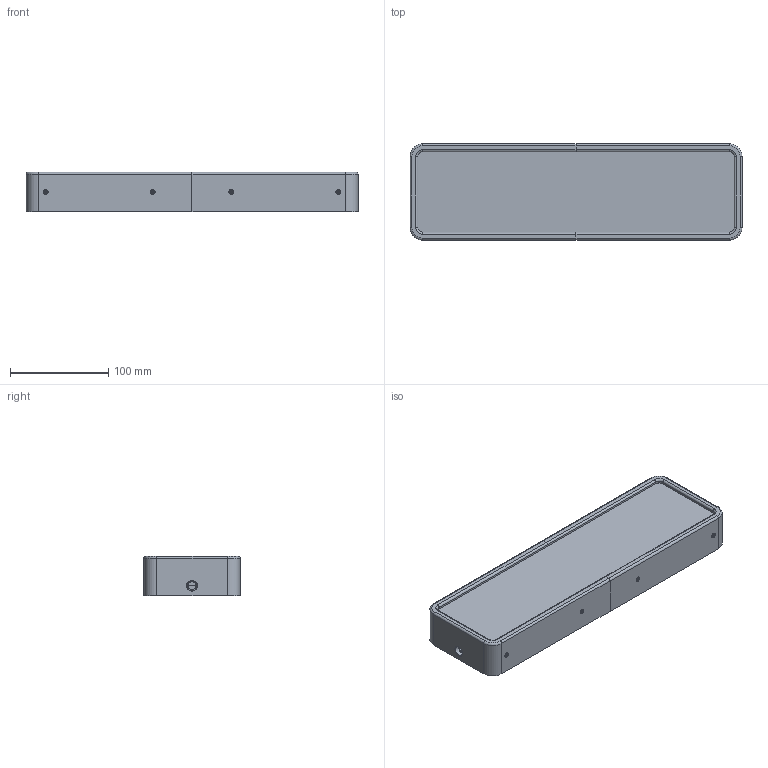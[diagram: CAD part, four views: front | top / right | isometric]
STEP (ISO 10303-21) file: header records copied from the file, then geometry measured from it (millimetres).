
FILE_DESCRIPTION(/* description */ (''),/* implementation_level */ '2;1');
FILE_NAME(/* name */ 'Matrix Clock.step',/* time_stamp */ '2024-11-18T07:58:54+01:00',/* author */ (''),/* organization */ (''),/* preprocessor_version */ 'ST-DEVELOPER v20',/* originating_system */ 'Autodesk Translation Framework v13.20.0.188',/* authorisation */ '');
FILE_SCHEMA (('AUTOMOTIVE_DESIGN { 1 0 10303 214 3 1 1 }'));
Products named in the file (1): Matrix Clock
Bounding box: 338 x 98 x 40 mm (x, y, z)
Volume: 367164 mm3; surface area: 350473.5 mm2
Topology: 11 solids, 11 shells, 3172 faces, 6824 edges, 3698 vertices
Faces by surface type: plane 2998, cylinder 153, torus 13, bspline 8
Full cylindrical faces by diameter (mm): 2 x36, 4 x16, 8 x2, 10 x5
Entity records: 82299 total; most frequent: CARTESIAN_POINT 14815, ORIENTED_EDGE 13648, DIRECTION 13453, EDGE_CURVE 6824, LINE 6469, VECTOR 6469, VERTEX_POINT 3698, AXIS2_PLACEMENT_3D 3492
